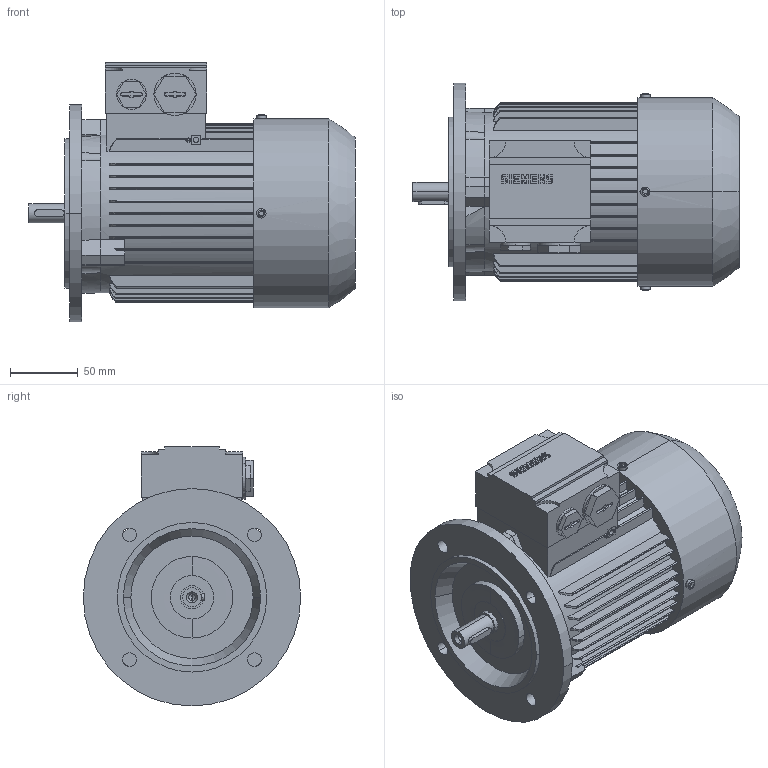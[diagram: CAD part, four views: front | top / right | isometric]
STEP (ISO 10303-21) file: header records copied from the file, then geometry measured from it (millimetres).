
FILE_DESCRIPTION(('STEP AP214'),'1');
FILE_NAME('cctmp_B4F8E0EC-82BA-4AFB-B1BD-42893DA8F83F_2023_06_26_13_55_14_0832..stp','2023-06-26T11:55:15',('SIEMENS A&D'),('CADClick - www.CADClick.com'),'Spatial InterOp 3D',' ','unknown authorization');
FILE_SCHEMA(('AUTOMOTIVE_DESIGN'));
Length unit declared in the file: millimetre
Products named in the file (1): 1
Bounding box: 240 x 160 x 191.29 mm (x, y, z)
Volume: 2940559.9 mm3; surface area: 201789.3 mm2
Topology: 7 solids, 7 shells, 567 faces, 1543 edges, 1004 vertices
Faces by surface type: plane 357, cylinder 152, torus 42, cone 16
Entity records: 23941 total; most frequent: CARTESIAN_POINT 4914, ORIENTED_EDGE 3058, DIRECTION 2963, EDGE_CURVE 1529, VERTEX_POINT 1004, AXIS2_PLACEMENT_3D 995, LINE 973, VECTOR 973
